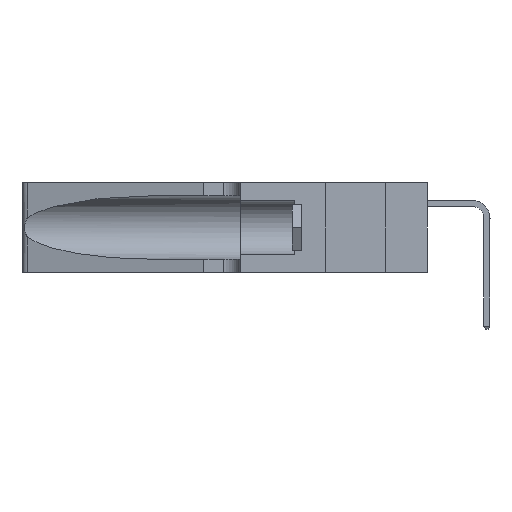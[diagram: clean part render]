
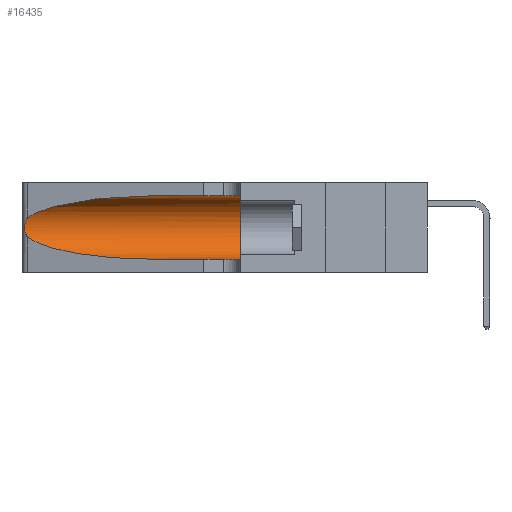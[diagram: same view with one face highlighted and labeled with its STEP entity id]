
A CAD part, left-side view. The second image highlights one B-rep face of the part: STEP entity #16435.
In plain terms, the highlighted cylindrical face has radius 3.308 mm (diameter 6.617 mm), a partial arc.
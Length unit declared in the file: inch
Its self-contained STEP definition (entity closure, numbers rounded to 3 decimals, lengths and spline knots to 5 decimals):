
#67 = VERTEX_POINT ( 'NONE', #44035 ) ;
#88 = CARTESIAN_POINT ( 'NONE',  ( 0.25856, 1.23593, 0.16098 ) ) ;
#168 = ORIENTED_EDGE ( 'NONE', *, *, #37818, .F. ) ;
#250 = ORIENTED_EDGE ( 'NONE', *, *, #36700, .T. ) ;
#1871 =( BOUNDED_CURVE ( )  B_SPLINE_CURVE ( 3, ( #49552, #26055, #2718, #30128 ),
 .UNSPECIFIED., .F., .T. ) 
 B_SPLINE_CURVE_WITH_KNOTS ( ( 4, 4 ),
 ( 3.44316, 4.71239 ),
 .UNSPECIFIED. ) 
 CURVE ( )  GEOMETRIC_REPRESENTATION_ITEM ( )  RATIONAL_B_SPLINE_CURVE ( ( 1., 0.87, 0.87, 1. ) ) 
 REPRESENTATION_ITEM ( '' )  );
#2718 = CARTESIAN_POINT ( 'NONE',  ( 0.18966, 0.96281, 0.05475 ) ) ;
#3443 = VERTEX_POINT ( 'NONE', #33742 ) ;
#3967 = ORIENTED_EDGE ( 'NONE', *, *, #41830, .T. ) ;
#4029 = CARTESIAN_POINT ( 'NONE',  ( 0.25639, 1.23186, 0.15144 ) ) ;
#8002 = CARTESIAN_POINT ( 'NONE',  ( 0.25487, 1.22718, 0.14631 ) ) ;
#9175 = DIRECTION ( 'NONE',  ( 0., -1., 0. ) ) ;
#9179 = CARTESIAN_POINT ( 'NONE',  ( 0.25487, 1.22718, 0.22369 ) ) ;
#9404 = CIRCLE ( 'NONE', #49688, 0.13025 ) ;
#9504 = CARTESIAN_POINT ( 'NONE',  ( 0.1305, 0.72297, 0.05475 ) ) ;
#11014 = B_SPLINE_CURVE_WITH_KNOTS ( 'NONE', 3,
 ( #50688, #23436, #11778, #39067, #15715, #43016, #19659, #46924, #23605, #88, #27521, #4029, #31428, #8002 ),
 .UNSPECIFIED., .F., .F.,
 ( 4, 2, 2, 2, 2, 2, 4 ),
 ( 0., 0.00027, 0.00053, 0.00107, 0.0016, 0.00187, 0.00214 ),
 .UNSPECIFIED. ) ;
#11778 = CARTESIAN_POINT ( 'NONE',  ( 0.25639, 1.23184, 0.21858 ) ) ;
#12334 = VERTEX_POINT ( 'NONE', #17506 ) ;
#12944 = DIRECTION ( 'NONE',  ( 0., 0., -1. ) ) ;
#13804 = CARTESIAN_POINT ( 'NONE',  ( 0.1305, 0.35, 0.185 ) ) ;
#14305 = VECTOR ( 'NONE', #21672, 39.37008 ) ;
#15409 = CARTESIAN_POINT ( 'NONE',  ( 0.1305, 1.61858, 0.31525 ) ) ;
#15531 = LINE ( 'NONE', #33274, #14305 ) ;
#15715 = CARTESIAN_POINT ( 'NONE',  ( 0.25854, 1.2359, 0.20912 ) ) ;
#15887 = AXIS2_PLACEMENT_3D ( 'NONE', #24765, #9175, #12944 ) ;
#16435 = ADVANCED_FACE ( 'NONE', ( #46108 ), #44894, .F. ) ;
#17506 = CARTESIAN_POINT ( 'NONE',  ( 0.1305, 0.35, 0.05475 ) ) ;
#17758 = DIRECTION ( 'NONE',  ( 0., 0., 1. ) ) ;
#18378 = VECTOR ( 'NONE', #42711, 39.37008 ) ;
#19287 = CARTESIAN_POINT ( 'NONE',  ( 0.1305, 0.72297, 0.31525 ) ) ;
#19549 = EDGE_CURVE ( 'NONE', #67, #43867, #19605, .T. ) ;
#19605 = LINE ( 'NONE', #15409, #18378 ) ;
#19659 = CARTESIAN_POINT ( 'NONE',  ( 0.26075, 1.23896, 0.19203 ) ) ;
#21672 = DIRECTION ( 'NONE',  ( 0., -1., 0. ) ) ;
#23436 = CARTESIAN_POINT ( 'NONE',  ( 0.25555, 1.22994, 0.2215 ) ) ;
#23605 = CARTESIAN_POINT ( 'NONE',  ( 0.26017, 1.23833, 0.17102 ) ) ;
#24765 = CARTESIAN_POINT ( 'NONE',  ( 0.1305, 1.61858, 0.185 ) ) ;
#25158 = ORIENTED_EDGE ( 'NONE', *, *, #49488, .T. ) ;
#25450 =( BOUNDED_CURVE ( )  B_SPLINE_CURVE ( 3, ( #19287, #42660, #50480, #27157 ),
 .UNSPECIFIED., .F., .F. ) 
 B_SPLINE_CURVE_WITH_KNOTS ( ( 4, 4 ),
 ( 1.5708, 2.84003 ),
 .UNSPECIFIED. ) 
 CURVE ( )  GEOMETRIC_REPRESENTATION_ITEM ( )  RATIONAL_B_SPLINE_CURVE ( ( 1., 0.87, 0.87, 1. ) ) 
 REPRESENTATION_ITEM ( '' )  );
#26055 = CARTESIAN_POINT ( 'NONE',  ( 0.2373, 1.15595, 0.08982 ) ) ;
#27157 = CARTESIAN_POINT ( 'NONE',  ( 0.25487, 1.22718, 0.22369 ) ) ;
#27521 = CARTESIAN_POINT ( 'NONE',  ( 0.25789, 1.23486, 0.15765 ) ) ;
#30128 = CARTESIAN_POINT ( 'NONE',  ( 0.1305, 0.72297, 0.05475 ) ) ;
#30280 = EDGE_CURVE ( 'NONE', #67, #39460, #25450, .T. ) ;
#30592 = VERTEX_POINT ( 'NONE', #9504 ) ;
#31428 = CARTESIAN_POINT ( 'NONE',  ( 0.25555, 1.22993, 0.14849 ) ) ;
#31470 = EDGE_LOOP ( 'NONE', ( #46006, #3967, #250, #25158, #168, #39525 ) ) ;
#33274 = CARTESIAN_POINT ( 'NONE',  ( 0.1305, 1.61858, 0.05475 ) ) ;
#33742 = CARTESIAN_POINT ( 'NONE',  ( 0.25487, 1.22718, 0.14631 ) ) ;
#36700 = EDGE_CURVE ( 'NONE', #3443, #30592, #1871, .T. ) ;
#37818 = EDGE_CURVE ( 'NONE', #43867, #12334, #9404, .T. ) ;
#39067 = CARTESIAN_POINT ( 'NONE',  ( 0.25787, 1.23484, 0.2124 ) ) ;
#39460 = VERTEX_POINT ( 'NONE', #9179 ) ;
#39525 = ORIENTED_EDGE ( 'NONE', *, *, #19549, .F. ) ;
#41102 = DIRECTION ( 'NONE',  ( 0., 1., 0. ) ) ;
#41830 = EDGE_CURVE ( 'NONE', #39460, #3443, #11014, .T. ) ;
#42660 = CARTESIAN_POINT ( 'NONE',  ( 0.18966, 0.96281, 0.31525 ) ) ;
#42711 = DIRECTION ( 'NONE',  ( 0., -1., 0. ) ) ;
#43016 = CARTESIAN_POINT ( 'NONE',  ( 0.26018, 1.23835, 0.19895 ) ) ;
#43867 = VERTEX_POINT ( 'NONE', #44531 ) ;
#44035 = CARTESIAN_POINT ( 'NONE',  ( 0.1305, 0.72297, 0.31525 ) ) ;
#44531 = CARTESIAN_POINT ( 'NONE',  ( 0.1305, 0.35, 0.31525 ) ) ;
#44894 = CYLINDRICAL_SURFACE ( 'NONE', #15887, 0.13025 ) ;
#46006 = ORIENTED_EDGE ( 'NONE', *, *, #30280, .T. ) ;
#46108 = FACE_OUTER_BOUND ( 'NONE', #31470, .T. ) ;
#46924 = CARTESIAN_POINT ( 'NONE',  ( 0.26075, 1.23896, 0.178 ) ) ;
#49488 = EDGE_CURVE ( 'NONE', #30592, #12334, #15531, .T. ) ;
#49552 = CARTESIAN_POINT ( 'NONE',  ( 0.25487, 1.22718, 0.14631 ) ) ;
#49688 = AXIS2_PLACEMENT_3D ( 'NONE', #13804, #41102, #17758 ) ;
#50480 = CARTESIAN_POINT ( 'NONE',  ( 0.2373, 1.15595, 0.28018 ) ) ;
#50688 = CARTESIAN_POINT ( 'NONE',  ( 0.25487, 1.22718, 0.22369 ) ) ;
